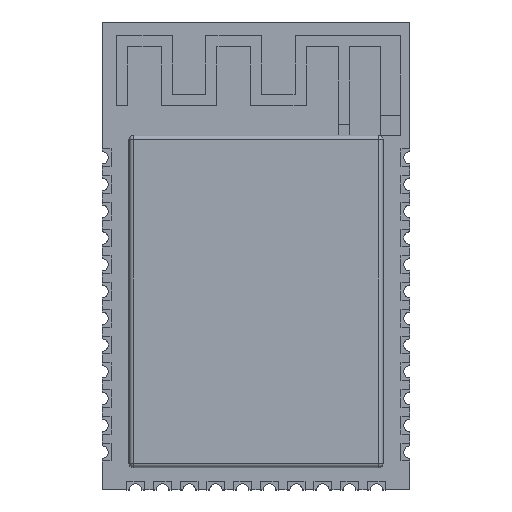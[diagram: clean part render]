
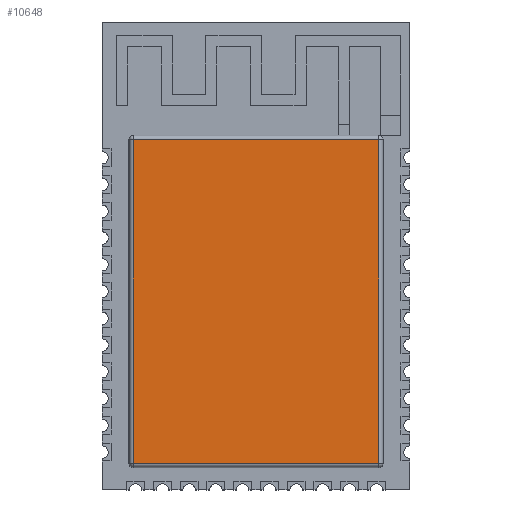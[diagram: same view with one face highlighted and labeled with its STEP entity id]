
A CAD part, top view. The second image highlights one B-rep face of the part: STEP entity #10648.
In plain terms, the highlighted planar face has unit normal (0, 0, 1).
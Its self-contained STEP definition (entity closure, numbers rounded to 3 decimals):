
#1154=FACE_OUTER_BOUND('',#1696,.T.);
#1696=EDGE_LOOP('',(#9659,#9660,#9661,#9662));
#3033=LINE('',#16715,#4381);
#3037=LINE('',#16731,#4385);
#3039=LINE('',#16734,#4387);
#3041=LINE('',#16737,#4389);
#4381=VECTOR('',#13793,10.);
#4385=VECTOR('',#13811,10.);
#4387=VECTOR('',#13815,10.);
#4389=VECTOR('',#13819,10.);
#5332=VERTEX_POINT('',#16677);
#5337=VERTEX_POINT('',#16690);
#5342=VERTEX_POINT('',#16703);
#5347=VERTEX_POINT('',#16719);
#6773=EDGE_CURVE('',#5332,#5342,#3033,.T.);
#6781=EDGE_CURVE('',#5342,#5347,#3037,.T.);
#6783=EDGE_CURVE('',#5347,#5337,#3039,.T.);
#6785=EDGE_CURVE('',#5337,#5332,#3041,.T.);
#9659=ORIENTED_EDGE('',*,*,#6773,.F.);
#9660=ORIENTED_EDGE('',*,*,#6785,.F.);
#9661=ORIENTED_EDGE('',*,*,#6783,.F.);
#9662=ORIENTED_EDGE('',*,*,#6781,.F.);
#10133=PLANE('',#11270);
#10648=ADVANCED_FACE('',(#1154),#10133,.T.);
#11270=AXIS2_PLACEMENT_3D('',#16746,#13831,#13832);
#13793=DIRECTION('',(0.,1.,0.));
#13811=DIRECTION('',(1.,0.,0.));
#13815=DIRECTION('',(0.,-1.,0.));
#13819=DIRECTION('',(-1.,0.,0.));
#13831=DIRECTION('center_axis',(0.,0.,1.));
#13832=DIRECTION('ref_axis',(1.,0.,0.));
#16677=CARTESIAN_POINT('',(-5.5,-9.3,2.29));
#16690=CARTESIAN_POINT('',(5.5,-9.3,2.29));
#16703=CARTESIAN_POINT('',(-5.5,5.2,2.29));
#16715=CARTESIAN_POINT('',(-5.5,1.675,2.29));
#16719=CARTESIAN_POINT('',(5.5,5.2,2.29));
#16731=CARTESIAN_POINT('',(2.85,5.2,2.29));
#16734=CARTESIAN_POINT('',(5.5,-5.775,2.29));
#16737=CARTESIAN_POINT('',(-2.85,-9.3,2.29));
#16746=CARTESIAN_POINT('Origin',(0.,-2.05,2.29));
